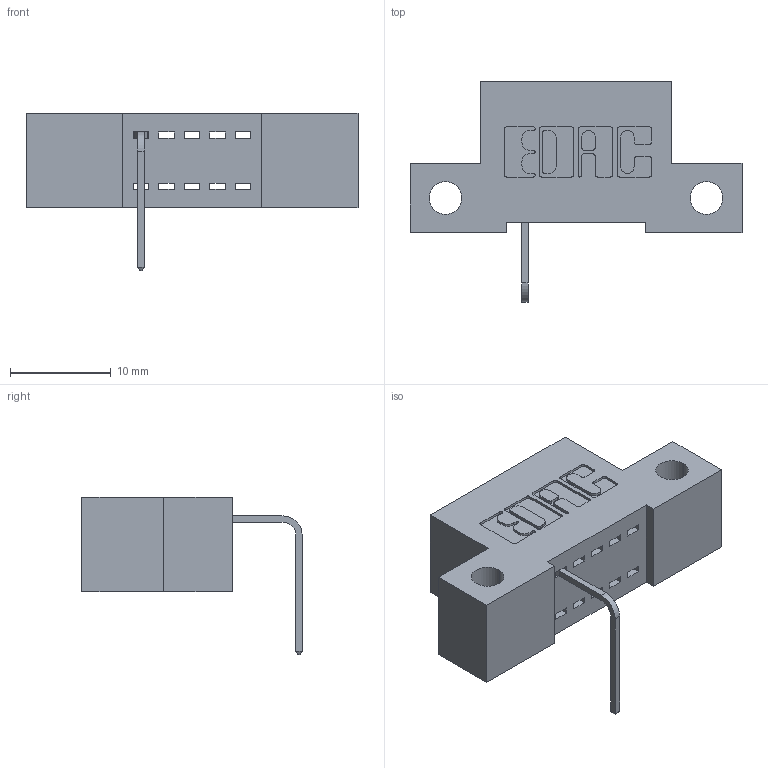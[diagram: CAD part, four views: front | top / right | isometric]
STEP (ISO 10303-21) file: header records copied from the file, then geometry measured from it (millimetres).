
FILE_DESCRIPTION (( 'STEP AP203' ), '1' );
FILE_NAME ('342-005-558-112.STEP', '2018-08-10T11:13:27', ( '' ), ( '' ), 'SwSTEP 2.0', 'SolidWorks 2016', '' );
FILE_SCHEMA (( 'CONFIG_CONTROL_DESIGN' ));
Length unit declared in the file: inch
Products named in the file (3): 342-005-558-112; 342 Part_Side Mount; 345-292-001_558 Tail - 2
Assembly tree (2 placements, depth 2):
  342-005-558-112
    342 Part_Side Mount
    345-292-001_558 Tail - 2
Bounding box: 33.02 x 21.91 x 15.62 mm (x, y, z)
Volume: 2642.6 mm3; surface area: 2808.4 mm2
Topology: 2 solids, 2 shells, 218 faces, 649 edges, 430 vertices
Faces by surface type: plane 158, cylinder 60
Entity records: 7669 total; most frequent: CARTESIAN_POINT 1353, ORIENTED_EDGE 1298, DIRECTION 1211, EDGE_CURVE 649, VECTOR 521, LINE 521, VERTEX_POINT 430, AXIS2_PLACEMENT_3D 345
